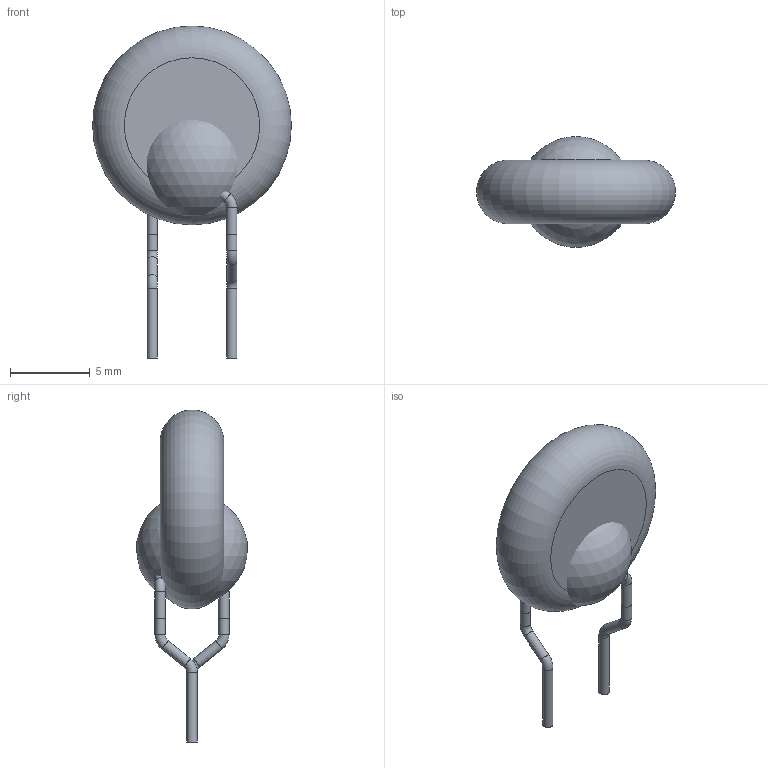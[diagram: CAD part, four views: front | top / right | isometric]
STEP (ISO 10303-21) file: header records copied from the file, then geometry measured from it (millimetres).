
FILE_DESCRIPTION(/* description */ (''),/* implementation_level */ '2;1');
FILE_NAME(/* name */ 'THERM_EPCOS_B75x_3D.stp',/* time_stamp */ '2015-11-16T13:21:47+01:00',/* author */ ('bcivel'),/* organization */ (''),/* preprocessor_version */ 'ST-DEVELOPER v15.5',/* originating_system */ 'AutoCAD Mechanical',/* authorisation */ '');
FILE_SCHEMA (('AUTOMOTIVE_DESIGN { 1 0 10303 214 3 1 1 }'));
Length unit declared in the file: millimetre
Products named in the file (1): Product
Bounding box: 12.49 x 6.95 x 20.85 mm (x, y, z)
Volume: 618.1 mm3; surface area: 549.6 mm2
Topology: 4 solids, 4 shells, 24 faces, 44 edges, 26 vertices
Faces by surface type: cylinder 10, torus 7, plane 6, sphere 1
Full cylindrical faces by diameter (mm): 0.65 x10
Entity records: 507 total; most frequent: DIRECTION 96, CARTESIAN_POINT 72, AXIS2_PLACEMENT_3D 48, ORIENTED_EDGE 46, EDGE_LOOP 41, FACE_OUTER_BOUND 24, VERTEX_POINT 24, ADVANCED_FACE 24
